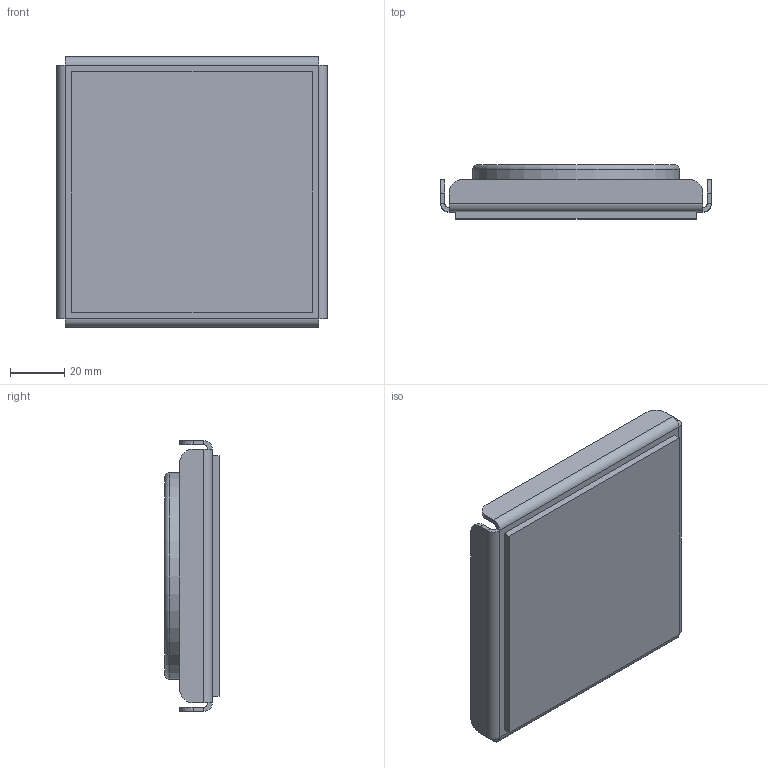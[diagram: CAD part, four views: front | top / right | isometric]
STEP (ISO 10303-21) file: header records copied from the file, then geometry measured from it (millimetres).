
FILE_DESCRIPTION(/* description */ ('CUP, SPHERICAL JOINT, 500 LBS, 30 DEG.'),/* implementation_level */ '2;1');
FILE_NAME(/* name */ '801-0013 (187-202-0010-B01_SUBASSY, ROTULE NON CAPTIVE 500 lbs, 30 DEG).stp',/* time_stamp */ '2018-01-08T11:07:32-05:00',/* author */ ('lmmarien'),/* organization */ (''),/* preprocessor_version */ 'ST-DEVELOPER v16.1',/* originating_system */ 'Autodesk Inventor 2016',/* authorisation */ '');
FILE_SCHEMA (('AUTOMOTIVE_DESIGN { 1 0 10303 214 3 1 1 }'));
Products named in the file (5): 187-132-0002-B01_CUP, SPHERICAL JOINT, 500 LBS, 30 DEG.; 195-107-0036-A01_RUBBER, NEOPRENE 70 DURO, 3,5 x 3,5 , THK-.1, BLK; 195-130-0028-A02_PLATE, BASE, ROTULE NON CAPTIVE; 195-202-0039-A02_BASE PLATE w RUBBER, ROTULE NON CAPTIVE; 187-202-0010-B01_SUBASSY, ROTULE NON CAPTIVE 500 lbs, 30 DEG
Assembly tree (4 placements, depth 3):
  187-202-0010-B01_SUBASSY, ROTULE NON CAPTIVE 500 lbs, 30 DEG
    187-132-0002-B01_CUP, SPHERICAL JOINT, 500 LBS, 30 DEG.
    195-202-0039-A02_BASE PLATE w RUBBER, ROTULE NON CAPTIVE
      195-107-0036-A01_RUBBER, NEOPRENE 70 DURO, 3,5 x 3,5 , THK-.1, BLK
      195-130-0028-A02_PLATE, BASE, ROTULE NON CAPTIVE
Bounding box: 100 x 20 x 100 mm (x, y, z)
Volume: 90755.7 mm3; surface area: 56105 mm2
Topology: 3 solids, 3 shells, 301 faces, 777 edges, 507 vertices
Faces by surface type: bspline 142, plane 136, cylinder 17, torus 4, sphere 1, cone 1
Full cylindrical faces by diameter (mm): 76.2 x1
Entity records: 9905 total; most frequent: CARTESIAN_POINT 3430, ORIENTED_EDGE 1538, DIRECTION 862, EDGE_CURVE 769, VERTEX_POINT 505, LINE 444, VECTOR 444, EDGE_LOOP 334
